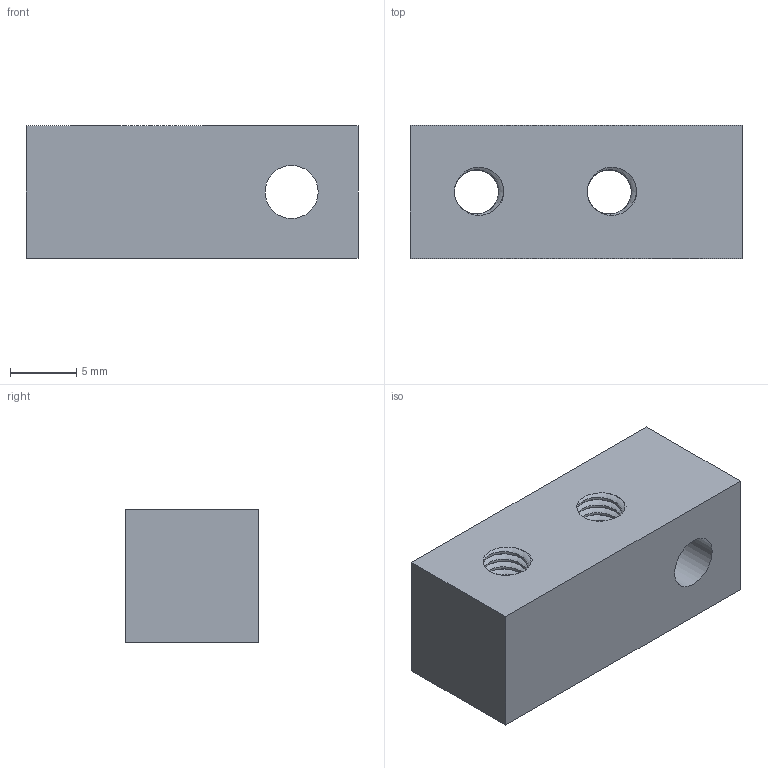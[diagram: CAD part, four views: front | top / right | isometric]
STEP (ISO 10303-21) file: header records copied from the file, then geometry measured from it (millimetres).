
FILE_DESCRIPTION(/* description */ (''),/* implementation_level */ '2;1');
FILE_NAME(/* name */ 'PATE FIX INTERMEDIAIRE v1.step',/* time_stamp */ '2022-03-03T20:41:49+01:00',/* author */ (''),/* organization */ (''),/* preprocessor_version */ 'ST-DEVELOPER v18.1',/* originating_system */ 'Autodesk Translation Framework v10.13.0.1454',/* authorisation */ '');
FILE_SCHEMA (('AUTOMOTIVE_DESIGN { 1 0 10303 214 3 1 1 }'));
Length unit declared in the file: millimetre
Products named in the file (1): PATE FIX INTERMEDIAIRE
Bounding box: 25 x 10 x 10 mm (x, y, z)
Volume: 2079.9 mm3; surface area: 1668.1 mm2
Topology: 1 solids, 1 shells, 75 faces, 216 edges, 144 vertices
Faces by surface type: cylinder 64, plane 7, bspline 4
Full cylindrical faces by diameter (mm): 3.332 x14, 4 x1, 4.109 x8, 7.2 x1
Entity records: 6157 total; most frequent: CARTESIAN_POINT 4396, ORIENTED_EDGE 432, DIRECTION 244, EDGE_CURVE 216, VERTEX_POINT 144, B_SPLINE_CURVE_WITH_KNOTS 130, AXIS2_PLACEMENT_3D 86, EDGE_LOOP 82
